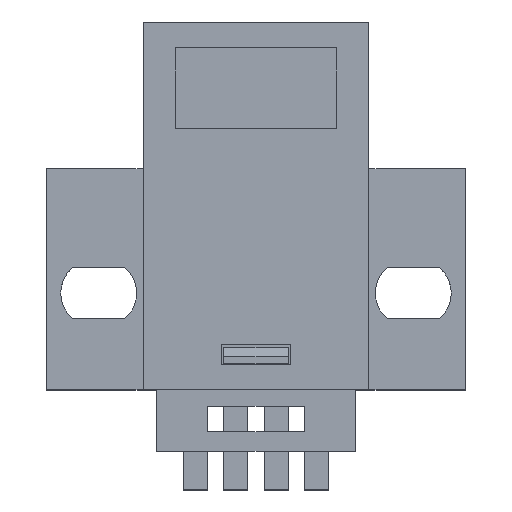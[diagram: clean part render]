
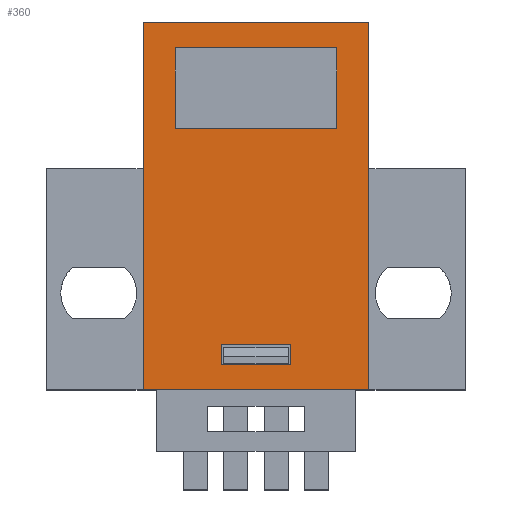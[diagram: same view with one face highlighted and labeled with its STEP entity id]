
A CAD part, top view. The second image highlights one B-rep face of the part: STEP entity #360.
In plain terms, the highlighted planar face has unit normal (0, 0, 1).
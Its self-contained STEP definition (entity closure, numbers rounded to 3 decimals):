
#360=ADVANCED_FACE('',(#751,#752,#753),#559,.F.);
#559=PLANE('',#3948);
#751=FACE_BOUND('',#800,.T.);
#752=FACE_BOUND('',#801,.T.);
#753=FACE_BOUND('',#802,.T.);
#800=EDGE_LOOP('',(#1137,#1138,#1139,#1140));
#801=EDGE_LOOP('',(#1141,#1142,#1143,#1144,#1145,#1146));
#802=EDGE_LOOP('',(#1147,#1148,#1149,#1150));
#1137=ORIENTED_EDGE('',*,*,#2533,.T.);
#1138=ORIENTED_EDGE('',*,*,#2534,.T.);
#1139=ORIENTED_EDGE('',*,*,#2535,.T.);
#1140=ORIENTED_EDGE('',*,*,#2536,.T.);
#1141=ORIENTED_EDGE('',*,*,#2524,.T.);
#1142=ORIENTED_EDGE('',*,*,#2537,.T.);
#1143=ORIENTED_EDGE('',*,*,#2503,.T.);
#1144=ORIENTED_EDGE('',*,*,#2538,.F.);
#1145=ORIENTED_EDGE('',*,*,#2480,.F.);
#1146=ORIENTED_EDGE('',*,*,#2497,.F.);
#1147=ORIENTED_EDGE('',*,*,#2539,.F.);
#1148=ORIENTED_EDGE('',*,*,#2540,.F.);
#1149=ORIENTED_EDGE('',*,*,#2541,.F.);
#1150=ORIENTED_EDGE('',*,*,#2542,.F.);
#2123=VERTEX_POINT('',#5253);
#2124=VERTEX_POINT('',#5255);
#2139=VERTEX_POINT('',#5287);
#2143=VERTEX_POINT('',#5298);
#2144=VERTEX_POINT('',#5300);
#2160=VERTEX_POINT('',#5339);
#2168=VERTEX_POINT('',#5359);
#2169=VERTEX_POINT('',#5360);
#2170=VERTEX_POINT('',#5362);
#2171=VERTEX_POINT('',#5364);
#2172=VERTEX_POINT('',#5369);
#2173=VERTEX_POINT('',#5370);
#2174=VERTEX_POINT('',#5372);
#2175=VERTEX_POINT('',#5374);
#2480=EDGE_CURVE('',#2123,#2124,#3013,.T.);
#2497=EDGE_CURVE('',#2139,#2123,#3030,.T.);
#2503=EDGE_CURVE('',#2144,#2143,#3036,.T.);
#2524=EDGE_CURVE('',#2139,#2160,#3053,.T.);
#2533=EDGE_CURVE('',#2168,#2169,#3060,.T.);
#2534=EDGE_CURVE('',#2169,#2170,#3061,.T.);
#2535=EDGE_CURVE('',#2170,#2171,#3062,.T.);
#2536=EDGE_CURVE('',#2171,#2168,#3063,.T.);
#2537=EDGE_CURVE('',#2160,#2144,#3064,.T.);
#2538=EDGE_CURVE('',#2124,#2143,#3065,.T.);
#2539=EDGE_CURVE('',#2172,#2173,#3066,.T.);
#2540=EDGE_CURVE('',#2174,#2172,#3067,.T.);
#2541=EDGE_CURVE('',#2175,#2174,#3068,.T.);
#2542=EDGE_CURVE('',#2173,#2175,#3069,.T.);
#3013=LINE('',#5254,#3502);
#3030=LINE('',#5288,#3519);
#3036=LINE('',#5299,#3525);
#3053=LINE('',#5340,#3542);
#3060=LINE('',#5358,#3549);
#3061=LINE('',#5361,#3550);
#3062=LINE('',#5363,#3551);
#3063=LINE('',#5365,#3552);
#3064=LINE('',#5366,#3553);
#3065=LINE('',#5367,#3554);
#3066=LINE('',#5368,#3555);
#3067=LINE('',#5371,#3556);
#3068=LINE('',#5373,#3557);
#3069=LINE('',#5375,#3558);
#3502=VECTOR('',#4241,1.);
#3519=VECTOR('',#4260,1.);
#3525=VECTOR('',#4268,1.);
#3542=VECTOR('',#4299,1.);
#3549=VECTOR('',#4314,1.);
#3550=VECTOR('',#4315,1.);
#3551=VECTOR('',#4316,1.);
#3552=VECTOR('',#4317,1.);
#3553=VECTOR('',#4318,1.);
#3554=VECTOR('',#4319,1.);
#3555=VECTOR('',#4320,1.);
#3556=VECTOR('',#4321,1.);
#3557=VECTOR('',#4322,1.);
#3558=VECTOR('',#4323,1.);
#3948=AXIS2_PLACEMENT_3D('',#5376,#4324,#4325);
#4241=DIRECTION('',(0.,-1.,0.));
#4260=DIRECTION('',(1.,0.,0.));
#4268=DIRECTION('',(1.,0.,0.));
#4299=DIRECTION('',(0.,-1.,0.));
#4314=DIRECTION('',(0.,-1.,0.));
#4315=DIRECTION('',(-1.,0.,0.));
#4316=DIRECTION('',(0.,1.,0.));
#4317=DIRECTION('',(1.,0.,0.));
#4318=DIRECTION('',(0.,-1.,0.));
#4319=DIRECTION('',(0.,-1.,0.));
#4320=DIRECTION('',(-1.,0.,0.));
#4321=DIRECTION('',(0.,1.,0.));
#4322=DIRECTION('',(1.,0.,0.));
#4323=DIRECTION('',(0.,-1.,0.));
#4324=DIRECTION('',(0.,0.,-1.));
#4325=DIRECTION('',(-1.,0.,0.));
#5253=CARTESIAN_POINT('',(17.,17.,7.3));
#5254=CARTESIAN_POINT('',(17.,17.,7.3));
#5255=CARTESIAN_POINT('',(17.,7.9,7.3));
#5287=CARTESIAN_POINT('',(3.,17.,7.3));
#5288=CARTESIAN_POINT('',(17.,17.,7.3));
#5298=CARTESIAN_POINT('',(17.,-5.8,7.3));
#5299=CARTESIAN_POINT('',(17.,-5.8,7.3));
#5300=CARTESIAN_POINT('',(3.,-5.8,7.3));
#5339=CARTESIAN_POINT('',(3.,7.9,7.3));
#5340=CARTESIAN_POINT('',(3.,17.,7.3));
#5358=CARTESIAN_POINT('',(12.15,17.,7.3));
#5359=CARTESIAN_POINT('',(12.15,-3.,7.3));
#5360=CARTESIAN_POINT('',(12.15,-4.2,7.3));
#5361=CARTESIAN_POINT('',(17.,-4.2,7.3));
#5362=CARTESIAN_POINT('',(7.85,-4.2,7.3));
#5363=CARTESIAN_POINT('',(7.85,17.,7.3));
#5364=CARTESIAN_POINT('',(7.85,-3.,7.3));
#5365=CARTESIAN_POINT('',(17.,-3.,7.3));
#5366=CARTESIAN_POINT('',(3.,17.,7.3));
#5367=CARTESIAN_POINT('',(17.,17.,7.3));
#5368=CARTESIAN_POINT('',(5.,15.4,7.3));
#5369=CARTESIAN_POINT('',(15.,15.4,7.3));
#5370=CARTESIAN_POINT('',(5.,15.4,7.3));
#5371=CARTESIAN_POINT('',(15.,15.4,7.3));
#5372=CARTESIAN_POINT('',(15.,10.4,7.3));
#5373=CARTESIAN_POINT('',(5.,10.4,7.3));
#5374=CARTESIAN_POINT('',(5.,10.4,7.3));
#5375=CARTESIAN_POINT('',(5.,15.4,7.3));
#5376=CARTESIAN_POINT('',(17.,17.,7.3));
